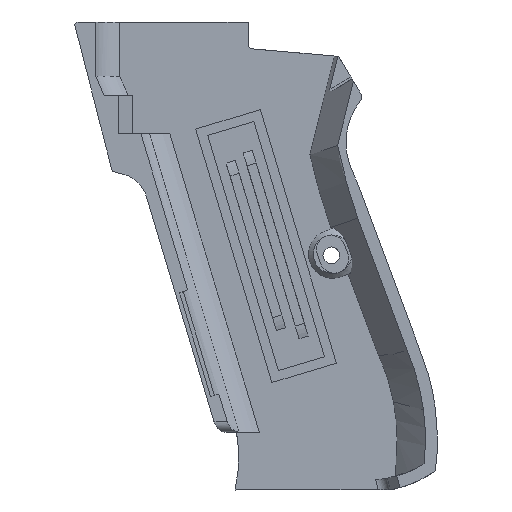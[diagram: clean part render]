
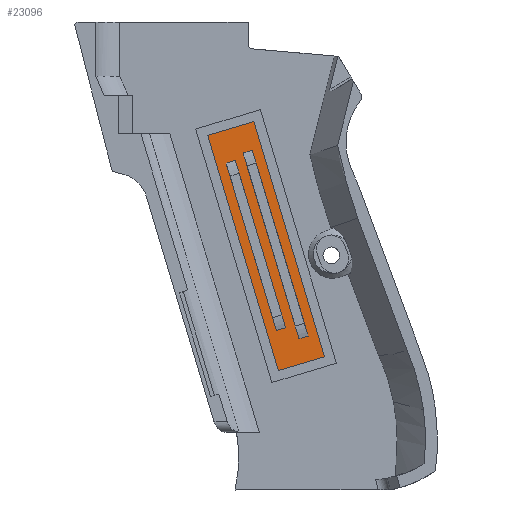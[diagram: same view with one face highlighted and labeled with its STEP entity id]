
A CAD part, front view. The second image highlights one B-rep face of the part: STEP entity #23096.
In plain terms, the highlighted planar face has unit normal (0, -1, 0).
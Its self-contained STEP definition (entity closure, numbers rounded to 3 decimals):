
#2936=ORIENTED_EDGE('',*,*,#8831,.T.);
#2937=ORIENTED_EDGE('',*,*,#8832,.T.);
#2938=ORIENTED_EDGE('',*,*,#8833,.T.);
#2939=ORIENTED_EDGE('',*,*,#8834,.T.);
#2940=ORIENTED_EDGE('',*,*,#8830,.T.);
#2941=ORIENTED_EDGE('',*,*,#8825,.T.);
#2942=ORIENTED_EDGE('',*,*,#8826,.T.);
#2943=ORIENTED_EDGE('',*,*,#8829,.T.);
#2944=ORIENTED_EDGE('',*,*,#8822,.T.);
#2945=ORIENTED_EDGE('',*,*,#8816,.T.);
#2946=ORIENTED_EDGE('',*,*,#8819,.T.);
#2947=ORIENTED_EDGE('',*,*,#8820,.T.);
#8816=EDGE_CURVE('',#11833,#11832,#13981,.T.);
#8819=EDGE_CURVE('',#11832,#11834,#13982,.T.);
#8820=EDGE_CURVE('',#11834,#11835,#13983,.T.);
#8822=EDGE_CURVE('',#11835,#11833,#13984,.T.);
#8825=EDGE_CURVE('',#11836,#11837,#13985,.T.);
#8826=EDGE_CURVE('',#11837,#11838,#13986,.T.);
#8829=EDGE_CURVE('',#11838,#11839,#13987,.T.);
#8830=EDGE_CURVE('',#11839,#11836,#13988,.T.);
#8831=EDGE_CURVE('',#11840,#11841,#13989,.T.);
#8832=EDGE_CURVE('',#11841,#11842,#13990,.T.);
#8833=EDGE_CURVE('',#11842,#11843,#13991,.T.);
#8834=EDGE_CURVE('',#11843,#11840,#13992,.T.);
#11832=VERTEX_POINT('',#35696);
#11833=VERTEX_POINT('',#35698);
#11834=VERTEX_POINT('',#35702);
#11835=VERTEX_POINT('',#35706);
#11836=VERTEX_POINT('',#35712);
#11837=VERTEX_POINT('',#35714);
#11838=VERTEX_POINT('',#35718);
#11839=VERTEX_POINT('',#35722);
#11840=VERTEX_POINT('',#35728);
#11841=VERTEX_POINT('',#35729);
#11842=VERTEX_POINT('',#35731);
#11843=VERTEX_POINT('',#35733);
#13981=LINE('',#35697,#16505);
#13982=LINE('',#35703,#16506);
#13983=LINE('',#35705,#16507);
#13984=LINE('',#35709,#16508);
#13985=LINE('',#35715,#16509);
#13986=LINE('',#35717,#16510);
#13987=LINE('',#35723,#16511);
#13988=LINE('',#35725,#16512);
#13989=LINE('',#35727,#16513);
#13990=LINE('',#35730,#16514);
#13991=LINE('',#35732,#16515);
#13992=LINE('',#35734,#16516);
#16505=VECTOR('',#28428,1000.);
#16506=VECTOR('',#28435,1000.);
#16507=VECTOR('',#28438,1000.);
#16508=VECTOR('',#28443,1000.);
#16509=VECTOR('',#28450,1000.);
#16510=VECTOR('',#28453,1000.);
#16511=VECTOR('',#28460,1000.);
#16512=VECTOR('',#28463,1000.);
#16513=VECTOR('',#28466,1000.);
#16514=VECTOR('',#28467,1000.);
#16515=VECTOR('',#28468,1000.);
#16516=VECTOR('',#28469,1000.);
#18392=EDGE_LOOP('',(#2936,#2937,#2938,#2939));
#18393=EDGE_LOOP('',(#2940,#2941,#2942,#2943));
#18394=EDGE_LOOP('',(#2944,#2945,#2946,#2947));
#20269=FACE_BOUND('',#18392,.T.);
#20270=FACE_BOUND('',#18393,.T.);
#20271=FACE_BOUND('',#18394,.T.);
#21988=PLANE('',#24793);
#23096=ADVANCED_FACE('',(#20269,#20270,#20271),#21988,.T.);
#24793=AXIS2_PLACEMENT_3D('',#35726,#28464,#28465);
#28428=DIRECTION('',(0.288,0.,-0.958));
#28435=DIRECTION('',(-0.958,0.,-0.288));
#28438=DIRECTION('',(-0.288,0.,0.958));
#28443=DIRECTION('',(0.958,0.,0.288));
#28450=DIRECTION('',(0.958,0.,0.288));
#28453=DIRECTION('',(0.288,0.,-0.958));
#28460=DIRECTION('',(-0.958,0.,-0.288));
#28463=DIRECTION('',(-0.288,0.,0.958));
#28464=DIRECTION('',(0.,-1.,0.));
#28465=DIRECTION('',(-1.,0.,0.));
#28466=DIRECTION('',(0.288,0.,-0.958));
#28467=DIRECTION('',(0.958,0.,0.288));
#28468=DIRECTION('',(-0.288,0.,0.958));
#28469=DIRECTION('',(-0.958,0.,-0.288));
#35696=CARTESIAN_POINT('',(142.459,11.7,-75.254));
#35697=CARTESIAN_POINT('',(130.549,11.7,-35.593));
#35698=CARTESIAN_POINT('',(130.862,11.7,-36.636));
#35702=CARTESIAN_POINT('',(140.544,11.7,-75.829));
#35703=CARTESIAN_POINT('',(142.459,11.7,-75.254));
#35705=CARTESIAN_POINT('',(140.857,11.7,-76.872));
#35706=CARTESIAN_POINT('',(128.946,11.7,-37.211));
#35709=CARTESIAN_POINT('',(128.946,11.7,-37.211));
#35712=CARTESIAN_POINT('',(125.403,11.7,-39.319));
#35714=CARTESIAN_POINT('',(127.319,11.7,-38.744));
#35715=CARTESIAN_POINT('',(125.403,11.7,-39.319));
#35717=CARTESIAN_POINT('',(127.005,11.7,-37.701));
#35718=CARTESIAN_POINT('',(137.765,11.7,-73.531));
#35722=CARTESIAN_POINT('',(135.85,11.7,-74.106));
#35723=CARTESIAN_POINT('',(137.765,11.7,-73.531));
#35725=CARTESIAN_POINT('',(136.163,11.7,-75.149));
#35726=CARTESIAN_POINT('',(112.964,11.7,-25.));
#35727=CARTESIAN_POINT('',(121.592,11.7,-33.584));
#35728=CARTESIAN_POINT('',(121.592,11.7,-33.584));
#35729=CARTESIAN_POINT('',(136.261,11.7,-82.429));
#35730=CARTESIAN_POINT('',(136.261,11.7,-82.429));
#35731=CARTESIAN_POINT('',(145.838,11.7,-79.553));
#35732=CARTESIAN_POINT('',(145.838,11.7,-79.553));
#35733=CARTESIAN_POINT('',(131.17,11.7,-30.707));
#35734=CARTESIAN_POINT('',(131.17,11.7,-30.707));
